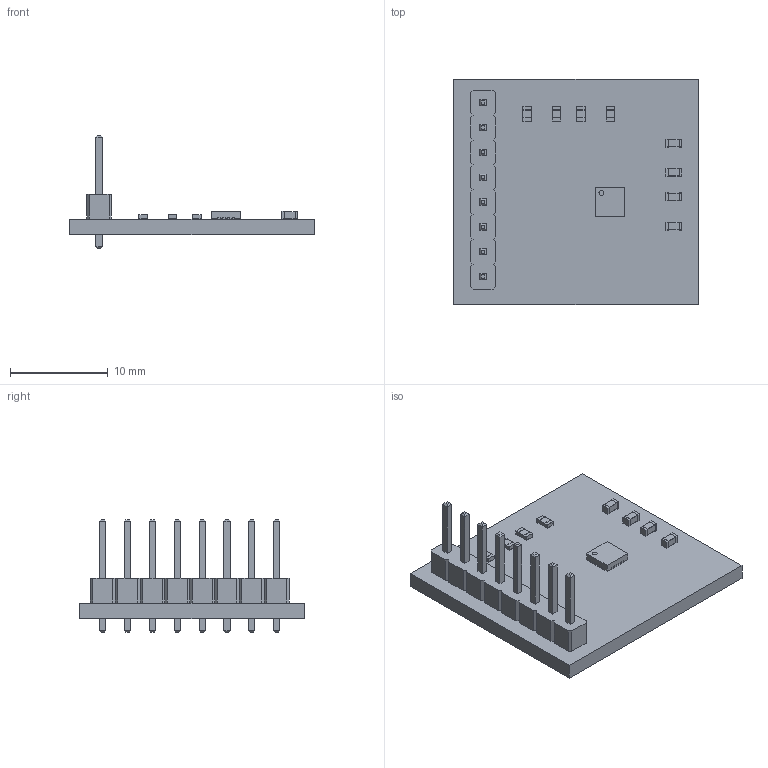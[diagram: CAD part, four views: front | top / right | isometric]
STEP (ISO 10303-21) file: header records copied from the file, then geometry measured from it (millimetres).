
FILE_DESCRIPTION(('FreeCAD Model'),'2;1');
FILE_NAME('IMU_Board.step', '2018-04-06T06:12:11',('kicad StepUp'),('ksu MCAD'), 'Open CASCADE STEP processor 6.8','FreeCAD','Unknown');
FILE_SCHEMA(('AUTOMOTIVE_DESIGN_CC2 { 1 2 10303 214 -1 1 5 4 }'));
Length unit declared in the file: millimetre
Products named in the file (12): ASSEMBLY; Pcb; C_0603_; C_0603_001; C_0603_002; C_0603_003; Pin_Header_Straight_1x08_Pitch254mm_; R_0603_; R_0603_001; R_0603_002; R_0603_003; QFN-16-1EP_3x3mm_Pitch0.5mm_
Assembly tree (11 placements, depth 2):
  ASSEMBLY
    Pcb
    C_0603_
    C_0603_001
    C_0603_002
    C_0603_003
    Pin_Header_Straight_1x08_Pitch254mm_
    R_0603_
    R_0603_001
    R_0603_002
    R_0603_003
    QFN-16-1EP_3x3mm_Pitch0.5mm_
Bounding box: 25 x 23 x 11.54 mm (x, y, z)
Volume: 1080.4 mm3; surface area: 1806.1 mm2
Topology: 11 solids, 11 shells, 544 faces, 1424 edges, 928 vertices
Faces by surface type: plane 439, cylinder 105
Full cylindrical faces by diameter (mm): 0.5 x1, 1 x8
Entity records: 20448 total; most frequent: CARTESIAN_POINT 2908, ORIENTED_EDGE 2848, DIRECTION 2746, EDGE_CURVE 1424, LINE 1214, VECTOR 1214, VERTEX_POINT 928, AXIS2_PLACEMENT_3D 766
